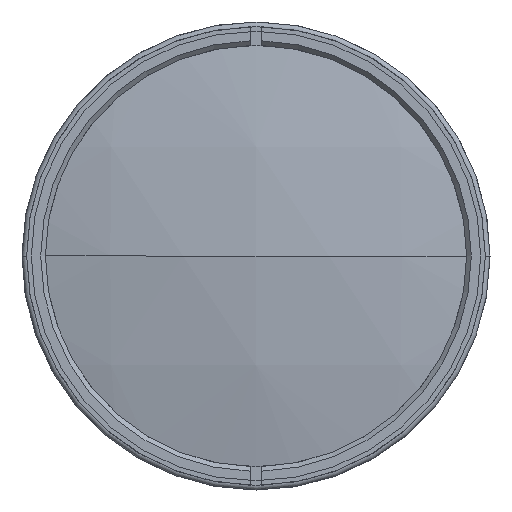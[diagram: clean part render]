
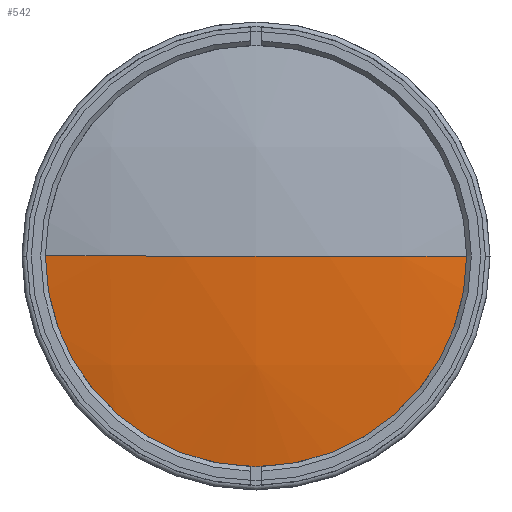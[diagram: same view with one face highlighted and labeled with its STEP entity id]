
A CAD part, left-side view. The second image highlights one B-rep face of the part: STEP entity #542.
In plain terms, the highlighted spherical face has radius 224 mm.
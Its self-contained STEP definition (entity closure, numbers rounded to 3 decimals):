
#33 = CIRCLE ( 'NONE', #2013, 224. ) ;
#62 = DIRECTION ( 'NONE',  ( 0., 1., 0. ) ) ;
#324 = DIRECTION ( 'NONE',  ( 0., 0., -1. ) ) ;
#377 = SPHERICAL_SURFACE ( 'NONE', #472, 224. ) ;
#472 = AXIS2_PLACEMENT_3D ( 'NONE', #3064, #1473, #2243 ) ;
#542 = ADVANCED_FACE ( 'NONE', ( #575 ), #377, .T. ) ;
#575 = FACE_OUTER_BOUND ( 'NONE', #2708, .T. ) ;
#596 = CARTESIAN_POINT ( 'NONE',  ( 36.615, 0., 0. ) ) ;
#777 = DIRECTION ( 'NONE',  ( 0., 0., 1. ) ) ;
#808 = VERTEX_POINT ( 'NONE', #1614 ) ;
#905 = ORIENTED_EDGE ( 'NONE', *, *, #3126, .T. ) ;
#907 = EDGE_CURVE ( 'NONE', #2731, #2587, #33, .T. ) ;
#1176 = ORIENTED_EDGE ( 'NONE', *, *, #907, .F. ) ;
#1316 = DIRECTION ( 'NONE',  ( -1., 0., 0. ) ) ;
#1473 = DIRECTION ( 'NONE',  ( 0., 0., -1. ) ) ;
#1614 = CARTESIAN_POINT ( 'NONE',  ( -182.505, -46.5, 0. ) ) ;
#1622 = CARTESIAN_POINT ( 'NONE',  ( -182.505, 46.5, 0. ) ) ;
#1651 = DIRECTION ( 'NONE',  ( 0., -1., 0. ) ) ;
#1759 = AXIS2_PLACEMENT_3D ( 'NONE', #3127, #1316, #777 ) ;
#2013 = AXIS2_PLACEMENT_3D ( 'NONE', #596, #2718, #1651 ) ;
#2058 = CARTESIAN_POINT ( 'NONE',  ( -187.385, 0., 0. ) ) ;
#2239 = EDGE_CURVE ( 'NONE', #808, #2587, #3242, .T. ) ;
#2243 = DIRECTION ( 'NONE',  ( 0., 1., 0. ) ) ;
#2435 = AXIS2_PLACEMENT_3D ( 'NONE', #2720, #324, #62 ) ;
#2578 = CIRCLE ( 'NONE', #1759, 46.5 ) ;
#2587 = VERTEX_POINT ( 'NONE', #2058 ) ;
#2708 = EDGE_LOOP ( 'NONE', ( #905, #3228, #1176 ) ) ;
#2718 = DIRECTION ( 'NONE',  ( 0., 0., 1. ) ) ;
#2720 = CARTESIAN_POINT ( 'NONE',  ( 36.615, 0., 0. ) ) ;
#2731 = VERTEX_POINT ( 'NONE', #1622 ) ;
#3064 = CARTESIAN_POINT ( 'NONE',  ( 36.615, 0., 0. ) ) ;
#3126 = EDGE_CURVE ( 'NONE', #2731, #808, #2578, .T. ) ;
#3127 = CARTESIAN_POINT ( 'NONE',  ( -182.505, 0., 0. ) ) ;
#3228 = ORIENTED_EDGE ( 'NONE', *, *, #2239, .T. ) ;
#3242 = CIRCLE ( 'NONE', #2435, 224. ) ;
